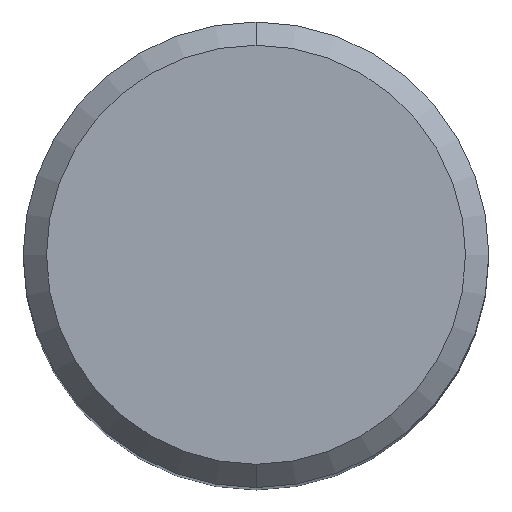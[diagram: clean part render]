
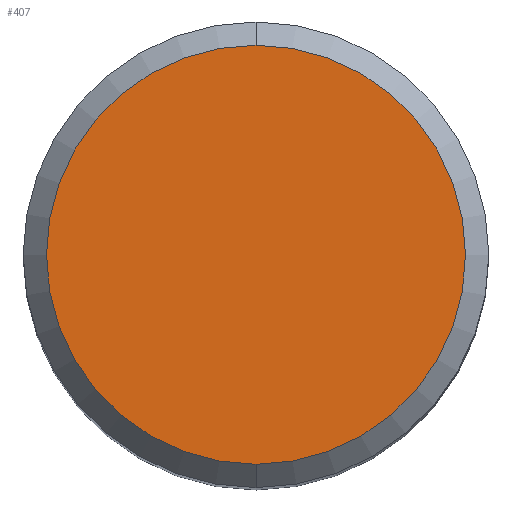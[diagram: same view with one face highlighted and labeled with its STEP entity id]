
A CAD part, top view. The second image highlights one B-rep face of the part: STEP entity #407.
In plain terms, the highlighted planar face has unit normal (0, 0, 1).
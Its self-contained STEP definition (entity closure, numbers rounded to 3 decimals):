
#209=EDGE_CURVE('',#379,#393,#518,.T.);
#379=VERTEX_POINT('',#704);
#387=EDGE_CURVE('',#393,#379,#713,.T.);
#393=VERTEX_POINT('',#720);
#407=ADVANCED_FACE('',(#735),#736,.T.);
#518=CIRCLE('',#857,7.2);
#704=CARTESIAN_POINT('',(0.,-7.2,0.0));
#713=CIRCLE('',#1359,7.2);
#720=CARTESIAN_POINT('',(0.0,7.2,0.0));
#735=FACE_OUTER_BOUND('',#1395,.T.);
#736=PLANE('',#1396);
#857=AXIS2_PLACEMENT_3D('',#1536,#1537,#1538);
#1359=AXIS2_PLACEMENT_3D('',#1742,#1743,#1744);
#1395=EDGE_LOOP('',(#1776,#1777));
#1396=AXIS2_PLACEMENT_3D('',#1778,#1779,#1780);
#1536=CARTESIAN_POINT('',(0.0,0.0,0.0));
#1537=DIRECTION('',(0.0,0.0,-1.0));
#1538=DIRECTION('',(0.0,1.0,0.0));
#1742=CARTESIAN_POINT('',(0.0,0.0,0.0));
#1743=DIRECTION('',(0.0,0.0,-1.0));
#1744=DIRECTION('',(0.0,1.0,0.0));
#1776=ORIENTED_EDGE('',*,*,#387,.F.);
#1777=ORIENTED_EDGE('',*,*,#209,.F.);
#1778=CARTESIAN_POINT('',(0.0,3.6,0.0));
#1779=DIRECTION('',(-0.0,0.0,1.0));
#1780=DIRECTION('',(0.0,-1.0,0.0));
